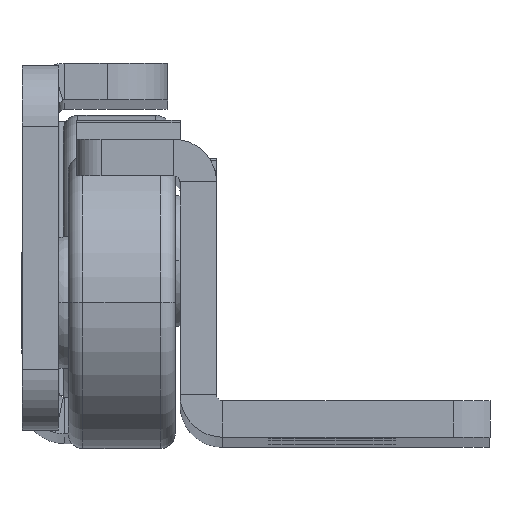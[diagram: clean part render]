
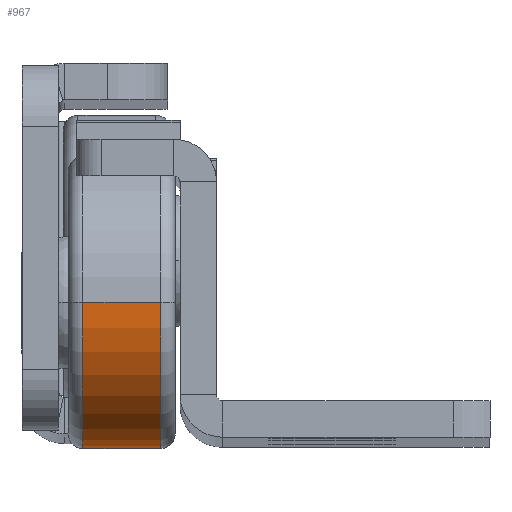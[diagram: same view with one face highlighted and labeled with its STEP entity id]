
A CAD part, top view. The second image highlights one B-rep face of the part: STEP entity #967.
In plain terms, the highlighted cylindrical face has radius 12 mm (diameter 24 mm), a partial arc.
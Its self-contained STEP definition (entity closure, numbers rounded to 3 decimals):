
#123 = EDGE_CURVE ( 'NONE', #997, #4712, #12760, .T. ) ;
#967 = ADVANCED_FACE ( 'NONE', ( #17749 ), #10426, .T. ) ;
#997 = VERTEX_POINT ( 'NONE', #14485 ) ;
#1544 = LINE ( 'NONE', #4339, #16938 ) ;
#1794 = DIRECTION ( 'NONE',  ( -1., 0., 0. ) ) ;
#2817 = CARTESIAN_POINT ( 'NONE',  ( 0., 0., 0. ) ) ;
#2861 = DIRECTION ( 'NONE',  ( 0., 0., 1. ) ) ;
#2990 = DIRECTION ( 'NONE',  ( -1., 0., 0. ) ) ;
#3253 = DIRECTION ( 'NONE',  ( -1., 0., 0. ) ) ;
#3502 = EDGE_CURVE ( 'NONE', #4712, #10112, #13483, .T. ) ;
#4339 = CARTESIAN_POINT ( 'NONE',  ( 0., 0., 12. ) ) ;
#4712 = VERTEX_POINT ( 'NONE', #16671 ) ;
#5349 = EDGE_LOOP ( 'NONE', ( #16852, #6101, #14904, #14130 ) ) ;
#6101 = ORIENTED_EDGE ( 'NONE', *, *, #3502, .T. ) ;
#7429 = DIRECTION ( 'NONE',  ( -1., 0., 0. ) ) ;
#7535 = AXIS2_PLACEMENT_3D ( 'NONE', #2817, #7429, #13044 ) ;
#8474 = CARTESIAN_POINT ( 'NONE',  ( 1.2, 0., 0. ) ) ;
#8760 = CARTESIAN_POINT ( 'NONE',  ( 1.2, 0., 12. ) ) ;
#10112 = VERTEX_POINT ( 'NONE', #12291 ) ;
#10426 = CYLINDRICAL_SURFACE ( 'NONE', #7535, 12. ) ;
#12197 = CIRCLE ( 'NONE', #14654, 12. ) ;
#12291 = CARTESIAN_POINT ( 'NONE',  ( 1.2, 0., -12. ) ) ;
#12523 = VECTOR ( 'NONE', #3253, 1000. ) ;
#12760 = CIRCLE ( 'NONE', #17660, 12. ) ;
#13044 = DIRECTION ( 'NONE',  ( 0., 0., 1. ) ) ;
#13483 = LINE ( 'NONE', #16447, #12523 ) ;
#14130 = ORIENTED_EDGE ( 'NONE', *, *, #19085, .F. ) ;
#14361 = DIRECTION ( 'NONE',  ( -1., 0., 0. ) ) ;
#14485 = CARTESIAN_POINT ( 'NONE',  ( 7.6, 0., 12. ) ) ;
#14654 = AXIS2_PLACEMENT_3D ( 'NONE', #8474, #14361, #16073 ) ;
#14904 = ORIENTED_EDGE ( 'NONE', *, *, #16247, .F. ) ;
#16073 = DIRECTION ( 'NONE',  ( 0., 0., 1. ) ) ;
#16247 = EDGE_CURVE ( 'NONE', #18228, #10112, #12197, .T. ) ;
#16447 = CARTESIAN_POINT ( 'NONE',  ( 0., 0., -12. ) ) ;
#16671 = CARTESIAN_POINT ( 'NONE',  ( 7.6, 0., -12. ) ) ;
#16852 = ORIENTED_EDGE ( 'NONE', *, *, #123, .T. ) ;
#16938 = VECTOR ( 'NONE', #2990, 1000. ) ;
#17660 = AXIS2_PLACEMENT_3D ( 'NONE', #19078, #1794, #2861 ) ;
#17749 = FACE_OUTER_BOUND ( 'NONE', #5349, .T. ) ;
#18228 = VERTEX_POINT ( 'NONE', #8760 ) ;
#19078 = CARTESIAN_POINT ( 'NONE',  ( 7.6, 0., 0. ) ) ;
#19085 = EDGE_CURVE ( 'NONE', #997, #18228, #1544, .T. ) ;
